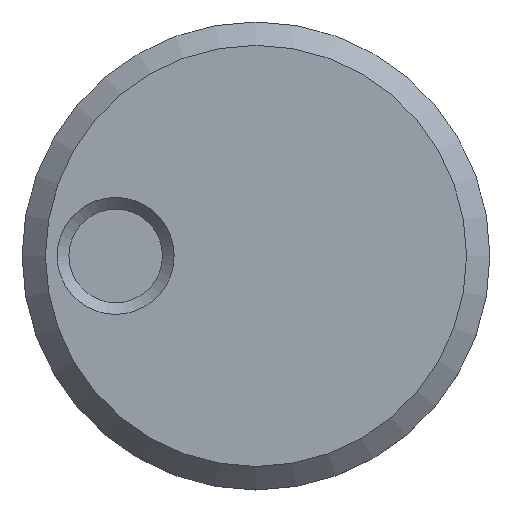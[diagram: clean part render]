
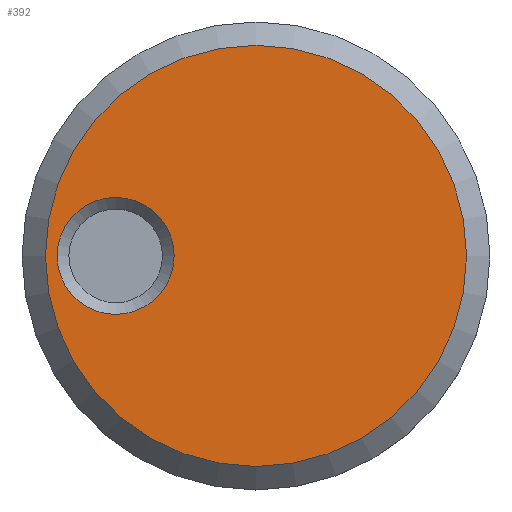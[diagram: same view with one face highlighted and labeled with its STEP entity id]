
A CAD part, top view. The second image highlights one B-rep face of the part: STEP entity #392.
In plain terms, the highlighted planar face has unit normal (0, 0, 1).
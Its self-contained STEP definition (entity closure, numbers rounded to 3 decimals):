
#31=FACE_BOUND('',#75,.T.);
#35=PLANE('',#436);
#46=FACE_OUTER_BOUND('',#74,.T.);
#74=EDGE_LOOP('',(#281));
#75=EDGE_LOOP('',(#282));
#157=CIRCLE('',#434,1.25);
#159=CIRCLE('',#437,4.5);
#187=VERTEX_POINT('',#637);
#189=VERTEX_POINT('',#643);
#221=EDGE_CURVE('',#187,#187,#157,.T.);
#224=EDGE_CURVE('',#189,#189,#159,.T.);
#281=ORIENTED_EDGE('',*,*,#224,.F.);
#282=ORIENTED_EDGE('',*,*,#221,.F.);
#392=ADVANCED_FACE('',(#46,#31),#35,.T.);
#434=AXIS2_PLACEMENT_3D('',#638,#495,#496);
#436=AXIS2_PLACEMENT_3D('',#642,#500,#501);
#437=AXIS2_PLACEMENT_3D('',#644,#502,#503);
#495=DIRECTION('center_axis',(0.,0.,1.));
#496=DIRECTION('ref_axis',(-1.,0.,0.));
#500=DIRECTION('center_axis',(0.,0.,1.));
#501=DIRECTION('ref_axis',(1.,0.,0.));
#502=DIRECTION('center_axis',(0.,0.,-1.));
#503=DIRECTION('ref_axis',(1.,0.,0.));
#637=CARTESIAN_POINT('',(-13.75,0.,9.8));
#638=CARTESIAN_POINT('Origin',(-15.,0.,9.8));
#642=CARTESIAN_POINT('Origin',(-12.,0.,9.8));
#643=CARTESIAN_POINT('',(-16.5,0.,9.8));
#644=CARTESIAN_POINT('Origin',(-12.,0.,9.8));
